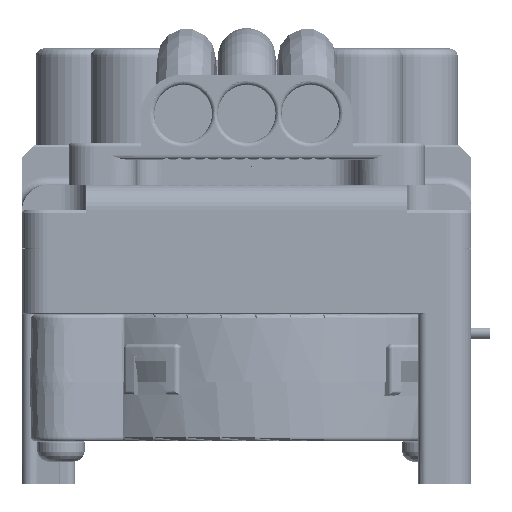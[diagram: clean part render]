
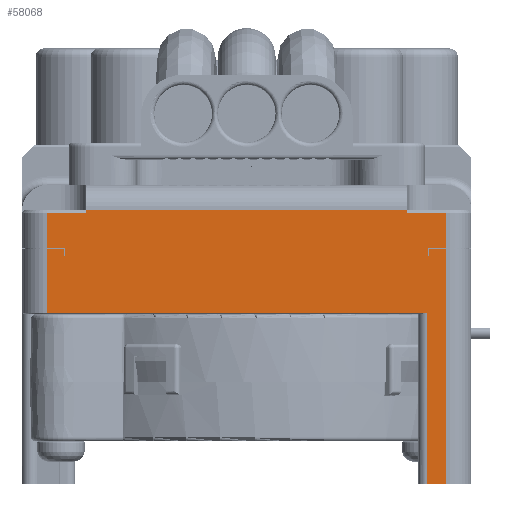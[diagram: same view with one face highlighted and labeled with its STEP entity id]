
A CAD part, front view. The second image highlights one B-rep face of the part: STEP entity #58068.
In plain terms, the highlighted planar face has unit normal (0, -1, 0).
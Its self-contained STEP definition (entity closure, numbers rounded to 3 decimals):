
#7054=FACE_OUTER_BOUND('',#10421,.T.);
#10421=EDGE_LOOP('',(#47633,#47634,#47635,#47636,#47637,#47638,#47639,#47640,
#47641,#47642,#47643,#47644,#47645,#47646,#47647,#47648,#47649,#47650,#47651,
#47652,#47653,#47654));
#15854=LINE('',#115265,#20479);
#15860=LINE('',#115286,#20485);
#15916=LINE('',#115446,#20541);
#15917=LINE('',#115448,#20542);
#15918=LINE('',#115450,#20543);
#15919=LINE('',#115452,#20544);
#15920=LINE('',#115454,#20545);
#15921=LINE('',#115456,#20546);
#15922=LINE('',#115458,#20547);
#15923=LINE('',#115460,#20548);
#15924=LINE('',#115462,#20549);
#15925=LINE('',#115464,#20550);
#15926=LINE('',#115466,#20551);
#15927=LINE('',#115468,#20552);
#15928=LINE('',#115470,#20553);
#15929=LINE('',#115472,#20554);
#15930=LINE('',#115474,#20555);
#15931=LINE('',#115475,#20556);
#15932=LINE('',#115477,#20557);
#15933=LINE('',#115479,#20558);
#15934=LINE('',#115481,#20559);
#15935=LINE('',#115482,#20560);
#20479=VECTOR('',#74460,10.);
#20485=VECTOR('',#74478,10.);
#20541=VECTOR('',#74632,10.);
#20542=VECTOR('',#74633,10.);
#20543=VECTOR('',#74634,10.);
#20544=VECTOR('',#74635,10.);
#20545=VECTOR('',#74636,10.);
#20546=VECTOR('',#74637,10.);
#20547=VECTOR('',#74638,10.);
#20548=VECTOR('',#74639,10.);
#20549=VECTOR('',#74640,10.);
#20550=VECTOR('',#74641,10.);
#20551=VECTOR('',#74642,10.);
#20552=VECTOR('',#74643,10.);
#20553=VECTOR('',#74644,10.);
#20554=VECTOR('',#74645,10.);
#20555=VECTOR('',#74646,10.);
#20556=VECTOR('',#74647,10.);
#20557=VECTOR('',#74648,10.);
#20558=VECTOR('',#74649,10.);
#20559=VECTOR('',#74650,10.);
#20560=VECTOR('',#74651,10.);
#25922=VERTEX_POINT('',#115262);
#25923=VERTEX_POINT('',#115264);
#25932=VERTEX_POINT('',#115284);
#25986=VERTEX_POINT('',#115444);
#25987=VERTEX_POINT('',#115445);
#25988=VERTEX_POINT('',#115447);
#25989=VERTEX_POINT('',#115449);
#25990=VERTEX_POINT('',#115451);
#25991=VERTEX_POINT('',#115453);
#25992=VERTEX_POINT('',#115455);
#25993=VERTEX_POINT('',#115457);
#25994=VERTEX_POINT('',#115459);
#25995=VERTEX_POINT('',#115461);
#25996=VERTEX_POINT('',#115463);
#25997=VERTEX_POINT('',#115465);
#25998=VERTEX_POINT('',#115467);
#25999=VERTEX_POINT('',#115469);
#26000=VERTEX_POINT('',#115471);
#26001=VERTEX_POINT('',#115473);
#26002=VERTEX_POINT('',#115476);
#26003=VERTEX_POINT('',#115478);
#26004=VERTEX_POINT('',#115480);
#33449=EDGE_CURVE('',#25922,#25923,#15854,.T.);
#33460=EDGE_CURVE('',#25932,#25922,#15860,.T.);
#33539=EDGE_CURVE('',#25986,#25987,#15916,.T.);
#33540=EDGE_CURVE('',#25987,#25988,#15917,.T.);
#33541=EDGE_CURVE('',#25989,#25988,#15918,.T.);
#33542=EDGE_CURVE('',#25990,#25989,#15919,.T.);
#33543=EDGE_CURVE('',#25991,#25990,#15920,.T.);
#33544=EDGE_CURVE('',#25992,#25991,#15921,.T.);
#33545=EDGE_CURVE('',#25993,#25992,#15922,.T.);
#33546=EDGE_CURVE('',#25994,#25993,#15923,.T.);
#33547=EDGE_CURVE('',#25995,#25994,#15924,.T.);
#33548=EDGE_CURVE('',#25995,#25996,#15925,.T.);
#33549=EDGE_CURVE('',#25996,#25997,#15926,.T.);
#33550=EDGE_CURVE('',#25997,#25998,#15927,.T.);
#33551=EDGE_CURVE('',#25998,#25999,#15928,.T.);
#33552=EDGE_CURVE('',#26000,#25999,#15929,.T.);
#33553=EDGE_CURVE('',#26001,#26000,#15930,.T.);
#33554=EDGE_CURVE('',#25923,#26001,#15931,.T.);
#33555=EDGE_CURVE('',#25932,#26002,#15932,.T.);
#33556=EDGE_CURVE('',#26003,#26002,#15933,.T.);
#33557=EDGE_CURVE('',#26004,#26003,#15934,.T.);
#33558=EDGE_CURVE('',#26004,#25986,#15935,.T.);
#47633=ORIENTED_EDGE('',*,*,#33539,.T.);
#47634=ORIENTED_EDGE('',*,*,#33540,.T.);
#47635=ORIENTED_EDGE('',*,*,#33541,.F.);
#47636=ORIENTED_EDGE('',*,*,#33542,.F.);
#47637=ORIENTED_EDGE('',*,*,#33543,.F.);
#47638=ORIENTED_EDGE('',*,*,#33544,.F.);
#47639=ORIENTED_EDGE('',*,*,#33545,.F.);
#47640=ORIENTED_EDGE('',*,*,#33546,.F.);
#47641=ORIENTED_EDGE('',*,*,#33547,.F.);
#47642=ORIENTED_EDGE('',*,*,#33548,.T.);
#47643=ORIENTED_EDGE('',*,*,#33549,.T.);
#47644=ORIENTED_EDGE('',*,*,#33550,.T.);
#47645=ORIENTED_EDGE('',*,*,#33551,.T.);
#47646=ORIENTED_EDGE('',*,*,#33552,.F.);
#47647=ORIENTED_EDGE('',*,*,#33553,.F.);
#47648=ORIENTED_EDGE('',*,*,#33554,.F.);
#47649=ORIENTED_EDGE('',*,*,#33449,.F.);
#47650=ORIENTED_EDGE('',*,*,#33460,.F.);
#47651=ORIENTED_EDGE('',*,*,#33555,.T.);
#47652=ORIENTED_EDGE('',*,*,#33556,.F.);
#47653=ORIENTED_EDGE('',*,*,#33557,.F.);
#47654=ORIENTED_EDGE('',*,*,#33558,.T.);
#55383=PLANE('',#63027);
#58068=ADVANCED_FACE('',(#7054),#55383,.T.);
#63027=AXIS2_PLACEMENT_3D('',#115443,#74630,#74631);
#74460=DIRECTION('',(0.,0.,1.));
#74478=DIRECTION('',(-1.,0.,0.));
#74630=DIRECTION('center_axis',(0.,-1.,0.));
#74631=DIRECTION('ref_axis',(1.,0.,0.));
#74632=DIRECTION('',(0.,0.,1.));
#74633=DIRECTION('',(1.,0.,0.));
#74634=DIRECTION('',(0.,0.,-1.));
#74635=DIRECTION('',(1.,0.,0.));
#74636=DIRECTION('',(0.,0.,-1.));
#74637=DIRECTION('',(1.,0.,0.));
#74638=DIRECTION('',(0.,0.,1.));
#74639=DIRECTION('',(1.,0.,0.));
#74640=DIRECTION('',(0.,0.,1.));
#74641=DIRECTION('',(1.,0.,0.));
#74642=DIRECTION('',(0.,0.,-1.));
#74643=DIRECTION('',(-1.,0.,0.));
#74644=DIRECTION('',(0.,0.,1.));
#74645=DIRECTION('',(1.,0.,0.));
#74646=DIRECTION('',(0.,0.,1.));
#74647=DIRECTION('',(-1.,0.,0.));
#74648=DIRECTION('',(0.,0.,1.));
#74649=DIRECTION('',(1.,0.,0.));
#74650=DIRECTION('',(0.,0.,1.));
#74651=DIRECTION('',(-1.,0.,0.));
#115262=CARTESIAN_POINT('',(56.25,11.,-27.95));
#115264=CARTESIAN_POINT('',(56.25,11.,-7.75));
#115265=CARTESIAN_POINT('',(56.25,11.,-6.238));
#115284=CARTESIAN_POINT('',(58.5,11.,-27.95));
#115286=CARTESIAN_POINT('',(58.5,11.,-27.95));
#115443=CARTESIAN_POINT('Origin',(8.5,11.,6.3));
#115444=CARTESIAN_POINT('',(56.4,11.,-1.1));
#115445=CARTESIAN_POINT('',(56.4,11.,-0.1));
#115446=CARTESIAN_POINT('',(56.4,11.,2.6));
#115447=CARTESIAN_POINT('',(58.5,11.,-0.1));
#115448=CARTESIAN_POINT('',(33.725,11.,-0.1));
#115449=CARTESIAN_POINT('',(58.5,11.,4.));
#115450=CARTESIAN_POINT('',(58.5,11.,11.65));
#115451=CARTESIAN_POINT('',(53.9,11.,4.));
#115452=CARTESIAN_POINT('',(33.1,11.,4.));
#115453=CARTESIAN_POINT('',(53.9,11.,4.3));
#115454=CARTESIAN_POINT('',(53.9,11.,6.8));
#115455=CARTESIAN_POINT('',(16.1,11.,4.3));
#115456=CARTESIAN_POINT('',(21.75,11.,4.3));
#115457=CARTESIAN_POINT('',(16.1,11.,4.));
#115458=CARTESIAN_POINT('',(16.1,11.,6.8));
#115459=CARTESIAN_POINT('',(11.5,11.,4.));
#115460=CARTESIAN_POINT('',(10.4,11.,4.));
#115461=CARTESIAN_POINT('',(11.5,11.,-0.1));
#115462=CARTESIAN_POINT('',(11.5,11.,11.65));
#115463=CARTESIAN_POINT('',(13.6,11.,-0.1));
#115464=CARTESIAN_POINT('',(9.775,11.,-0.1));
#115465=CARTESIAN_POINT('',(13.6,11.,-1.1));
#115466=CARTESIAN_POINT('',(13.6,11.,2.6));
#115467=CARTESIAN_POINT('',(13.5,11.,-1.1));
#115468=CARTESIAN_POINT('',(61.3,11.,-1.1));
#115469=CARTESIAN_POINT('',(13.5,11.,-0.2));
#115470=CARTESIAN_POINT('',(13.5,11.,-1.1));
#115471=CARTESIAN_POINT('',(11.5,11.,-0.2));
#115472=CARTESIAN_POINT('',(11.5,11.,-0.2));
#115473=CARTESIAN_POINT('',(11.5,11.,-7.75));
#115474=CARTESIAN_POINT('',(11.5,11.,-1.1));
#115475=CARTESIAN_POINT('',(17.5,11.,-7.75));
#115476=CARTESIAN_POINT('',(58.5,11.,-0.2));
#115477=CARTESIAN_POINT('',(58.5,11.,-1.1));
#115478=CARTESIAN_POINT('',(56.5,11.,-0.2));
#115479=CARTESIAN_POINT('',(11.5,11.,-0.2));
#115480=CARTESIAN_POINT('',(56.5,11.,-1.1));
#115481=CARTESIAN_POINT('',(56.5,11.,-1.1));
#115482=CARTESIAN_POINT('',(61.3,11.,-1.1));
